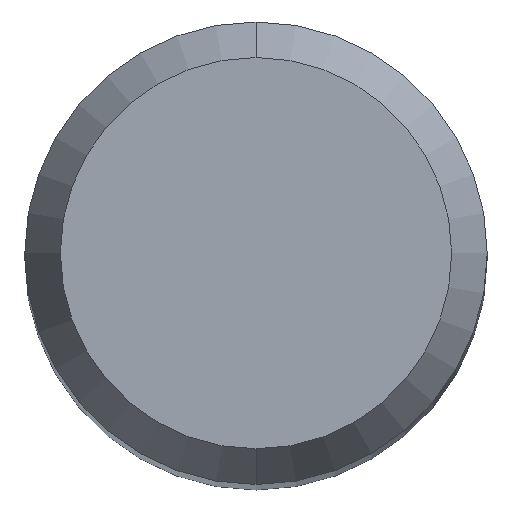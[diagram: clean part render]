
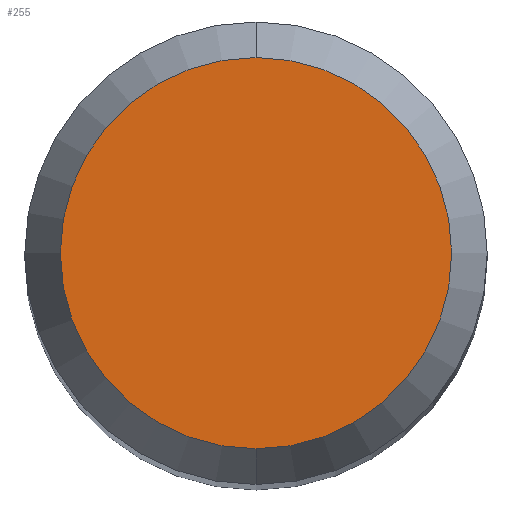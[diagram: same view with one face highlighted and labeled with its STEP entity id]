
A CAD part, top view. The second image highlights one B-rep face of the part: STEP entity #255.
In plain terms, the highlighted planar face has unit normal (0, 0, 1).
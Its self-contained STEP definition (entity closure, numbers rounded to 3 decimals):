
#231=VERTEX_POINT('',#528);
#249=EDGE_CURVE('',#263,#231,#549,.T.);
#255=ADVANCED_FACE('',(#556),#557,.T.);
#263=VERTEX_POINT('',#565);
#379=EDGE_CURVE('',#231,#263,#691,.T.);
#528=CARTESIAN_POINT('',(0.0,2.538,40.536));
#549=CIRCLE('',#922,2.538);
#556=FACE_OUTER_BOUND('',#931,.T.);
#557=PLANE('',#932);
#565=CARTESIAN_POINT('',(0.,-2.538,40.536));
#691=CIRCLE('',#1263,2.538);
#922=AXIS2_PLACEMENT_3D('',#1510,#1511,#1512);
#931=EDGE_LOOP('',(#1523,#1524));
#932=AXIS2_PLACEMENT_3D('',#1525,#1526,#1527);
#1263=AXIS2_PLACEMENT_3D('',#1657,#1658,#1659);
#1510=CARTESIAN_POINT('',(0.0,0.0,40.536));
#1511=DIRECTION('',(0.0,0.0,-1.0));
#1512=DIRECTION('',(0.0,1.0,0.0));
#1523=ORIENTED_EDGE('',*,*,#379,.F.);
#1524=ORIENTED_EDGE('',*,*,#249,.F.);
#1525=CARTESIAN_POINT('',(0.0,1.269,40.536));
#1526=DIRECTION('',(-0.0,0.0,1.0));
#1527=DIRECTION('',(0.0,-1.0,0.0));
#1657=CARTESIAN_POINT('',(0.0,0.0,40.536));
#1658=DIRECTION('',(0.0,0.0,-1.0));
#1659=DIRECTION('',(0.0,1.0,0.0));
